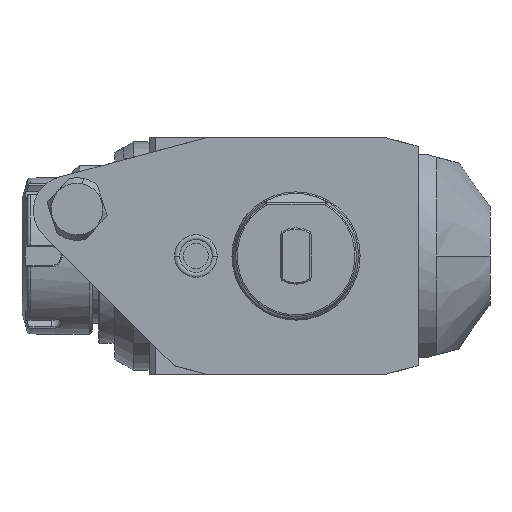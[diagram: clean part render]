
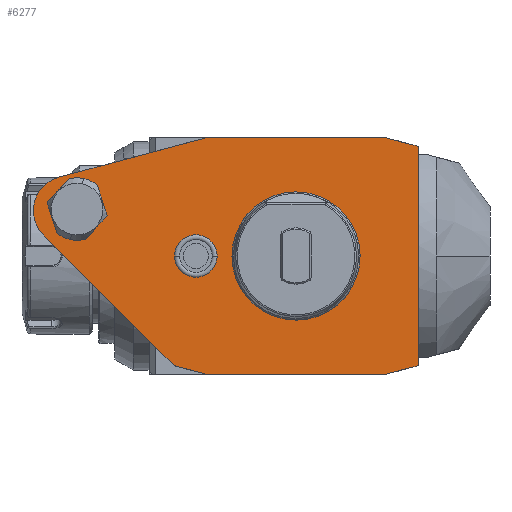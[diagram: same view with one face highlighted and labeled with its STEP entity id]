
A CAD part, front view. The second image highlights one B-rep face of the part: STEP entity #6277.
In plain terms, the highlighted planar face has unit normal (0, -1, 0).
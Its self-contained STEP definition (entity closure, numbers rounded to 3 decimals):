
#1=DIRECTION('',(-0.966,0.,-0.259));
#2=VECTOR('',#1,49.502);
#3=CARTESIAN_POINT('',(-28.,0.,38.));
#4=LINE('',#3,#2);
#5=DIRECTION('',(-1.,0.,0.));
#6=VECTOR('',#5,56.);
#7=CARTESIAN_POINT('',(28.,0.,38.));
#8=LINE('',#7,#6);
#9=DIRECTION('',(-0.966,0.,0.259));
#10=VECTOR('',#9,11.388);
#11=CARTESIAN_POINT('',(39.,0.,35.053));
#12=LINE('',#11,#10);
#13=DIRECTION('',(0.,0.,1.));
#14=VECTOR('',#13,70.105);
#15=CARTESIAN_POINT('',(39.,0.,-35.053));
#16=LINE('',#15,#14);
#17=DIRECTION('',(0.966,0.,0.259));
#18=VECTOR('',#17,11.388);
#19=CARTESIAN_POINT('',(28.,0.,-38.));
#20=LINE('',#19,#18);
#21=DIRECTION('',(1.,0.,0.));
#22=VECTOR('',#21,56.);
#23=CARTESIAN_POINT('',(-28.,0.,-38.));
#24=LINE('',#23,#22);
#25=DIRECTION('',(0.966,0.,-0.259));
#26=VECTOR('',#25,11.388);
#27=CARTESIAN_POINT('',(-39.,0.,-35.053));
#28=LINE('',#27,#26);
#29=DIRECTION('',(0.707,0.,-0.707));
#30=VECTOR('',#29,59.066);
#31=CARTESIAN_POINT('',(-80.766,0.,6.713));
#32=LINE('',#31,#30);
#33=CARTESIAN_POINT('',(-72.957,0.,
14.521));
#34=DIRECTION('',(0.,-1.,0.));
#35=DIRECTION('',(-0.259,0.,0.966));
#36=AXIS2_PLACEMENT_3D('',#33,#34,#35);
#38=CARTESIAN_POINT('',(-32.,0.,0.));
#39=DIRECTION('',(0.,1.,0.));
#40=DIRECTION('',(-1.,0.,0.));
#41=AXIS2_PLACEMENT_3D('',#38,#39,#40);
#43=CARTESIAN_POINT('',(-32.,0.,0.));
#44=DIRECTION('',(0.,1.,0.));
#45=DIRECTION('',(1.,0.,0.));
#46=AXIS2_PLACEMENT_3D('',#43,#44,#45);
#4069=CARTESIAN_POINT('',(-70.,0.,15.));
#4070=DIRECTION('',(0.,-1.,0.));
#4071=DIRECTION('',(0.647,0.,0.763));
#4072=AXIS2_PLACEMENT_3D('',#4069,#4070,#4071);
#4092=DIRECTION('',(0.307,0.,-0.952));
#4093=VECTOR('',#4092,10.175);
#4094=CARTESIAN_POINT('',(-63.531,0.,22.626));
#4095=LINE('',#4094,#4093);
#4096=DIRECTION('',(-0.67,0.,-0.742));
#4097=VECTOR('',#4096,10.175);
#4098=CARTESIAN_POINT('',(-60.403,0.,12.944));
#4099=LINE('',#4098,#4097);
#4104=CARTESIAN_POINT('',(-70.,0.,15.));
#4105=DIRECTION('',(0.,-1.,0.));
#4106=DIRECTION('',(-0.647,0.,-0.763));
#4107=AXIS2_PLACEMENT_3D('',#4104,#4105,#4106);
#4127=DIRECTION('',(-0.307,0.,0.952));
#4128=VECTOR('',#4127,10.175);
#4129=CARTESIAN_POINT('',(-76.469,0.,7.374));
#4130=LINE('',#4129,#4128);
#4131=DIRECTION('',(0.67,0.,0.742));
#4132=VECTOR('',#4131,10.175);
#4133=CARTESIAN_POINT('',(-79.597,0.,17.057));
#4134=LINE('',#4133,#4132);
#4273=CARTESIAN_POINT('',(0.,0.,0.));
#4274=DIRECTION('',(0.,1.,0.));
#4275=DIRECTION('',(1.,0.,0.));
#4276=AXIS2_PLACEMENT_3D('',#4273,#4274,#4275);
#4278=CARTESIAN_POINT('',(0.,0.,0.));
#4279=DIRECTION('',(0.,1.,0.));
#4280=DIRECTION('',(-1.,0.,0.));
#4281=AXIS2_PLACEMENT_3D('',#4278,#4279,#4280);
#5646=CARTESIAN_POINT('',(-38.8,0.,0.));
#5647=CARTESIAN_POINT('',(-25.2,0.,0.));
#5648=VERTEX_POINT('',#5646);
#5649=VERTEX_POINT('',#5647);
#5988=CARTESIAN_POINT('',(-28.,0.,-38.));
#5989=CARTESIAN_POINT('',(28.,0.,-38.));
#5990=VERTEX_POINT('',#5988);
#5991=VERTEX_POINT('',#5989);
#5992=CARTESIAN_POINT('',(39.,0.,-35.053));
#5993=VERTEX_POINT('',#5992);
#5994=CARTESIAN_POINT('',(39.,0.,35.053));
#5995=VERTEX_POINT('',#5994);
#5996=CARTESIAN_POINT('',(28.,0.,38.));
#5997=VERTEX_POINT('',#5996);
#5998=CARTESIAN_POINT('',(-28.,0.,38.));
#5999=VERTEX_POINT('',#5998);
#6000=CARTESIAN_POINT('',(-75.815,0.,25.188));
#6001=VERTEX_POINT('',#6000);
#6002=CARTESIAN_POINT('',(-80.766,0.,
6.713));
#6003=VERTEX_POINT('',#6002);
#6004=CARTESIAN_POINT('',(-39.,0.,-35.053));
#6005=VERTEX_POINT('',#6004);
#6038=CARTESIAN_POINT('',(19.853,0.,0.));
#6039=CARTESIAN_POINT('',(-19.853,0.,0.));
#6040=VERTEX_POINT('',#6038);
#6041=VERTEX_POINT('',#6039);
#6050=CARTESIAN_POINT('',(-63.531,0.,22.626));
#6051=CARTESIAN_POINT('',(-72.776,0.,24.607));
#6052=VERTEX_POINT('',#6050);
#6053=VERTEX_POINT('',#6051);
#6054=CARTESIAN_POINT('',(-76.469,0.,7.374));
#6055=CARTESIAN_POINT('',(-67.224,0.,5.393));
#6056=VERTEX_POINT('',#6054);
#6057=VERTEX_POINT('',#6055);
#6058=CARTESIAN_POINT('',(-79.597,0.,17.057));
#6059=VERTEX_POINT('',#6058);
#6060=CARTESIAN_POINT('',(-60.403,0.,12.944));
#6061=VERTEX_POINT('',#6060);
#6226=CARTESIAN_POINT('',(0.,0.,0.));
#6227=DIRECTION('',(0.,-1.,0.));
#6228=DIRECTION('',(-1.,0.,0.));
#6229=AXIS2_PLACEMENT_3D('',#6226,#6227,#6228);
#6230=PLANE('',#6229);
#6232=ORIENTED_EDGE('',*,*,#6231,.F.);
#6234=ORIENTED_EDGE('',*,*,#6233,.F.);
#6236=ORIENTED_EDGE('',*,*,#6235,.F.);
#6238=ORIENTED_EDGE('',*,*,#6237,.F.);
#6240=ORIENTED_EDGE('',*,*,#6239,.F.);
#6242=ORIENTED_EDGE('',*,*,#6241,.F.);
#6244=ORIENTED_EDGE('',*,*,#6243,.F.);
#6246=ORIENTED_EDGE('',*,*,#6245,.F.);
#6248=ORIENTED_EDGE('',*,*,#6247,.F.);
#6249=EDGE_LOOP('',(#6232,#6234,#6236,#6238,#6240,#6242,#6244,#6246,#6248));
#6250=FACE_OUTER_BOUND('',#6249,.F.);
#6252=ORIENTED_EDGE('',*,*,#6251,.T.);
#6254=ORIENTED_EDGE('',*,*,#6253,.F.);
#6256=ORIENTED_EDGE('',*,*,#6255,.F.);
#6258=ORIENTED_EDGE('',*,*,#6257,.T.);
#6260=ORIENTED_EDGE('',*,*,#6259,.F.);
#6262=ORIENTED_EDGE('',*,*,#6261,.F.);
#6263=EDGE_LOOP('',(#6252,#6254,#6256,#6258,#6260,#6262));
#6264=FACE_BOUND('',#6263,.F.);
#6266=ORIENTED_EDGE('',*,*,#6265,.F.);
#6268=ORIENTED_EDGE('',*,*,#6267,.F.);
#6269=EDGE_LOOP('',(#6266,#6268));
#6270=FACE_BOUND('',#6269,.F.);
#6272=ORIENTED_EDGE('',*,*,#6271,.F.);
#6274=ORIENTED_EDGE('',*,*,#6273,.F.);
#6275=EDGE_LOOP('',(#6272,#6274));
#6276=FACE_BOUND('',#6275,.F.);
#37=CIRCLE('',#36,11.043);
#42=CIRCLE('',#41,6.8);
#47=CIRCLE('',#46,6.8);
#4073=CIRCLE('',#4072,10.);
#4108=CIRCLE('',#4107,10.);
#4277=CIRCLE('',#4276,19.853);
#4282=CIRCLE('',#4281,19.853);
#6231=EDGE_CURVE('',#5999,#6001,#4,.T.);
#6233=EDGE_CURVE('',#5997,#5999,#8,.T.);
#6235=EDGE_CURVE('',#5995,#5997,#12,.T.);
#6237=EDGE_CURVE('',#5993,#5995,#16,.T.);
#6239=EDGE_CURVE('',#5991,#5993,#20,.T.);
#6241=EDGE_CURVE('',#5990,#5991,#24,.T.);
#6243=EDGE_CURVE('',#6005,#5990,#28,.T.);
#6245=EDGE_CURVE('',#6003,#6005,#32,.T.);
#6247=EDGE_CURVE('',#6001,#6003,#37,.T.);
#6251=EDGE_CURVE('',#6052,#6053,#4073,.T.);
#6253=EDGE_CURVE('',#6059,#6053,#4134,.T.);
#6255=EDGE_CURVE('',#6056,#6059,#4130,.T.);
#6257=EDGE_CURVE('',#6056,#6057,#4108,.T.);
#6259=EDGE_CURVE('',#6061,#6057,#4099,.T.);
#6261=EDGE_CURVE('',#6052,#6061,#4095,.T.);
#6265=EDGE_CURVE('',#6040,#6041,#4277,.T.);
#6267=EDGE_CURVE('',#6041,#6040,#4282,.T.);
#6271=EDGE_CURVE('',#5648,#5649,#42,.T.);
#6273=EDGE_CURVE('',#5649,#5648,#47,.T.);
#6277=ADVANCED_FACE('',(#6250,#6264,#6270,#6276),#6230,.T.);
